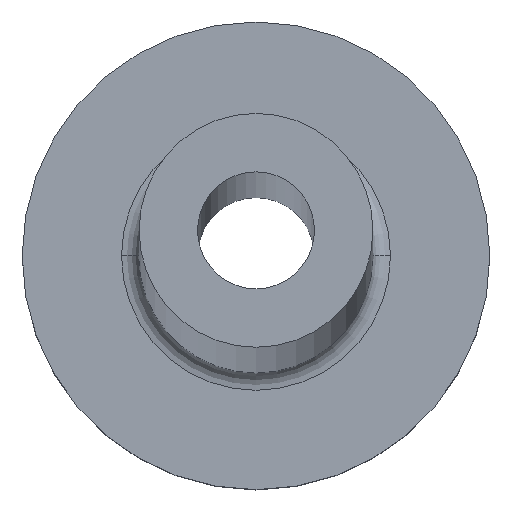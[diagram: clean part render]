
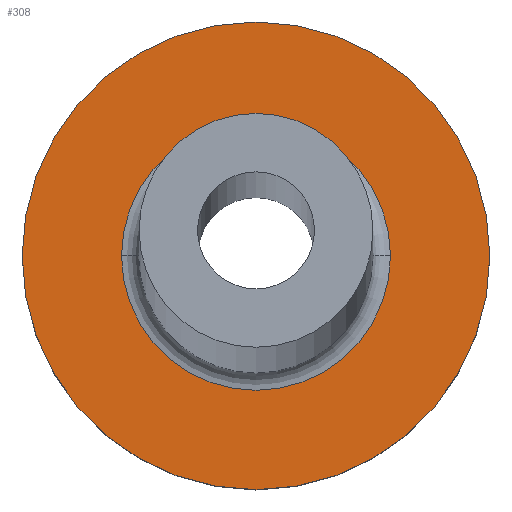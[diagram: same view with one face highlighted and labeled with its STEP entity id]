
A CAD part, top view. The second image highlights one B-rep face of the part: STEP entity #308.
In plain terms, the highlighted planar face has unit normal (0, 0, 1).
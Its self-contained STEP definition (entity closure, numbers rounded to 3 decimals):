
#1 = VERTEX_POINT ( 'NONE', #73 ) ;
#6 = FACE_OUTER_BOUND ( 'NONE', #219, .T. ) ;
#21 = CARTESIAN_POINT ( 'NONE',  ( -4., 0., 3. ) ) ;
#31 = AXIS2_PLACEMENT_3D ( 'NONE', #346, #42, #127 ) ;
#32 = DIRECTION ( 'NONE',  ( 0., 0., -1. ) ) ;
#37 = ORIENTED_EDGE ( 'NONE', *, *, #252, .T. ) ;
#42 = DIRECTION ( 'NONE',  ( 0., 0., 1. ) ) ;
#53 = EDGE_CURVE ( 'NONE', #154, #119, #109, .T. ) ;
#57 = CARTESIAN_POINT ( 'NONE',  ( 0., 0., 3. ) ) ;
#59 = DIRECTION ( 'NONE',  ( 0., 0., 1. ) ) ;
#61 = DIRECTION ( 'NONE',  ( 1., 0., 0. ) ) ;
#73 = CARTESIAN_POINT ( 'NONE',  ( 2.3, 0., 3. ) ) ;
#86 = CARTESIAN_POINT ( 'NONE',  ( 0., 0., 3. ) ) ;
#93 = CIRCLE ( 'NONE', #342, 2.3 ) ;
#109 = CIRCLE ( 'NONE', #31, 4. ) ;
#117 = DIRECTION ( 'NONE',  ( 0., 0., 1. ) ) ;
#118 = ORIENTED_EDGE ( 'NONE', *, *, #300, .T. ) ;
#119 = VERTEX_POINT ( 'NONE', #378 ) ;
#127 = DIRECTION ( 'NONE',  ( 1., 0., 0. ) ) ;
#137 = AXIS2_PLACEMENT_3D ( 'NONE', #86, #32, #274 ) ;
#146 = DIRECTION ( 'NONE',  ( 0., 0., -1. ) ) ;
#154 = VERTEX_POINT ( 'NONE', #21 ) ;
#158 = VERTEX_POINT ( 'NONE', #328 ) ;
#159 = CIRCLE ( 'NONE', #203, 4. ) ;
#203 = AXIS2_PLACEMENT_3D ( 'NONE', #279, #117, #362 ) ;
#215 = AXIS2_PLACEMENT_3D ( 'NONE', #57, #59, #305 ) ;
#219 = EDGE_LOOP ( 'NONE', ( #369, #118 ) ) ;
#248 = EDGE_LOOP ( 'NONE', ( #361, #37 ) ) ;
#252 = EDGE_CURVE ( 'NONE', #158, #1, #261, .T. ) ;
#261 = CIRCLE ( 'NONE', #137, 2.3 ) ;
#274 = DIRECTION ( 'NONE',  ( 1., 0., 0. ) ) ;
#279 = CARTESIAN_POINT ( 'NONE',  ( 0., 0., 3. ) ) ;
#293 = EDGE_CURVE ( 'NONE', #1, #158, #93, .T. ) ;
#300 = EDGE_CURVE ( 'NONE', #119, #154, #159, .T. ) ;
#301 = CARTESIAN_POINT ( 'NONE',  ( 0., 0., 3. ) ) ;
#305 = DIRECTION ( 'NONE',  ( 1., 0., 0. ) ) ;
#308 = ADVANCED_FACE ( 'NONE', ( #333, #6 ), #359, .T. ) ;
#328 = CARTESIAN_POINT ( 'NONE',  ( -2.3, 0., 3. ) ) ;
#333 = FACE_BOUND ( 'NONE', #248, .T. ) ;
#342 = AXIS2_PLACEMENT_3D ( 'NONE', #301, #146, #61 ) ;
#346 = CARTESIAN_POINT ( 'NONE',  ( 0., 0., 3. ) ) ;
#359 = PLANE ( 'NONE',  #215 ) ;
#361 = ORIENTED_EDGE ( 'NONE', *, *, #293, .T. ) ;
#362 = DIRECTION ( 'NONE',  ( 1., 0., 0. ) ) ;
#369 = ORIENTED_EDGE ( 'NONE', *, *, #53, .T. ) ;
#378 = CARTESIAN_POINT ( 'NONE',  ( 4., 0., 3. ) ) ;
